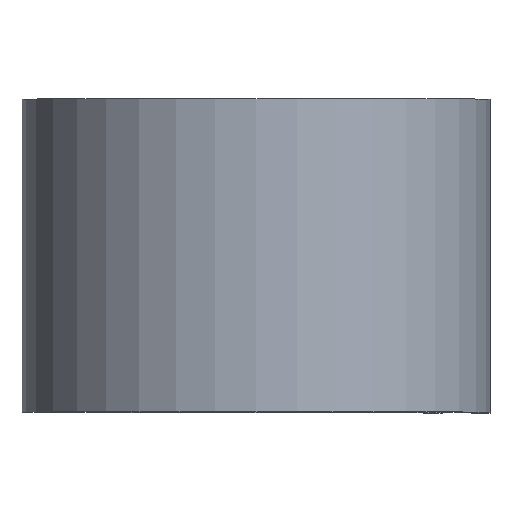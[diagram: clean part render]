
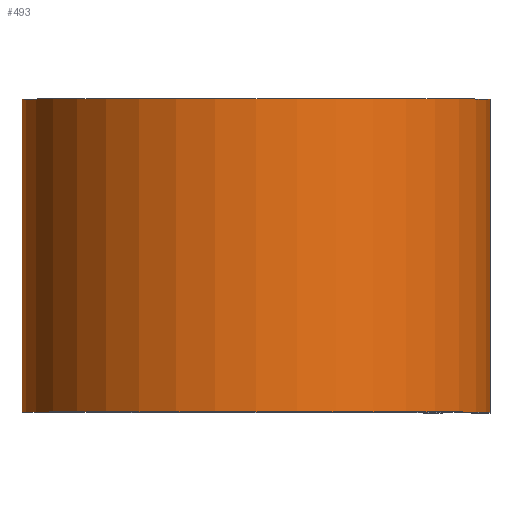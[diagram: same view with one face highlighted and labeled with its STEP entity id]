
A CAD part, top view. The second image highlights one B-rep face of the part: STEP entity #493.
In plain terms, the highlighted cylindrical face has radius 18.986 mm (diameter 37.973 mm), a partial arc.
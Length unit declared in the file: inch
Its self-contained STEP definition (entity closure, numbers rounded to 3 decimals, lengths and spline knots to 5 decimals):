
#15 = DIRECTION ( 'NONE',  ( 0., -1., 0. ) ) ;
#22 = DIRECTION ( 'NONE',  ( 1., 0., 0. ) ) ;
#35 = DIRECTION ( 'NONE',  ( 0., 1., 0. ) ) ;
#46 = LINE ( 'NONE', #176, #61 ) ;
#51 = DIRECTION ( 'NONE',  ( 0., 0., -1. ) ) ;
#61 = VECTOR ( 'NONE', #451, 39.37008 ) ;
#67 = CIRCLE ( 'NONE', #444, 0.7475 ) ;
#97 = DIRECTION ( 'NONE',  ( 0., -1., 0. ) ) ;
#98 = EDGE_CURVE ( 'NONE', #304, #585, #46, .T. ) ;
#100 = CARTESIAN_POINT ( 'NONE',  ( 0., 0.5, 0. ) ) ;
#106 = ORIENTED_EDGE ( 'NONE', *, *, #278, .T. ) ;
#112 = CARTESIAN_POINT ( 'NONE',  ( 0.7475, 0.5, 0. ) ) ;
#122 = CIRCLE ( 'NONE', #324, 0.7475 ) ;
#131 = ORIENTED_EDGE ( 'NONE', *, *, #98, .T. ) ;
#174 = EDGE_LOOP ( 'NONE', ( #106, #467, #584, #131 ) ) ;
#176 = CARTESIAN_POINT ( 'NONE',  ( 0., 0.5, -0.7475 ) ) ;
#189 = CARTESIAN_POINT ( 'NONE',  ( 0.7475, 0.5, 0. ) ) ;
#218 = AXIS2_PLACEMENT_3D ( 'NONE', #262, #15, #51 ) ;
#246 = EDGE_CURVE ( 'NONE', #455, #320, #397, .T. ) ;
#262 = CARTESIAN_POINT ( 'NONE',  ( 0., 0.5, 0. ) ) ;
#278 = EDGE_CURVE ( 'NONE', #585, #320, #122, .T. ) ;
#304 = VERTEX_POINT ( 'NONE', #392 ) ;
#320 = VERTEX_POINT ( 'NONE', #336 ) ;
#324 = AXIS2_PLACEMENT_3D ( 'NONE', #395, #417, #419 ) ;
#336 = CARTESIAN_POINT ( 'NONE',  ( 0.7475, -0.5, 0. ) ) ;
#348 = EDGE_CURVE ( 'NONE', #304, #455, #67, .T. ) ;
#392 = CARTESIAN_POINT ( 'NONE',  ( 0., 0.5, -0.7475 ) ) ;
#395 = CARTESIAN_POINT ( 'NONE',  ( 0., -0.5, 0. ) ) ;
#397 = LINE ( 'NONE', #189, #505 ) ;
#410 = CYLINDRICAL_SURFACE ( 'NONE', #218, 0.7475 ) ;
#417 = DIRECTION ( 'NONE',  ( 0., 1., 0. ) ) ;
#419 = DIRECTION ( 'NONE',  ( 1., 0., 0. ) ) ;
#444 = AXIS2_PLACEMENT_3D ( 'NONE', #100, #35, #22 ) ;
#451 = DIRECTION ( 'NONE',  ( 0., -1., 0. ) ) ;
#455 = VERTEX_POINT ( 'NONE', #112 ) ;
#467 = ORIENTED_EDGE ( 'NONE', *, *, #246, .F. ) ;
#493 = ADVANCED_FACE ( 'NONE', ( #595 ), #410, .T. ) ;
#505 = VECTOR ( 'NONE', #97, 39.37008 ) ;
#529 = CARTESIAN_POINT ( 'NONE',  ( 0., -0.5, -0.7475 ) ) ;
#584 = ORIENTED_EDGE ( 'NONE', *, *, #348, .F. ) ;
#585 = VERTEX_POINT ( 'NONE', #529 ) ;
#595 = FACE_OUTER_BOUND ( 'NONE', #174, .T. ) ;
